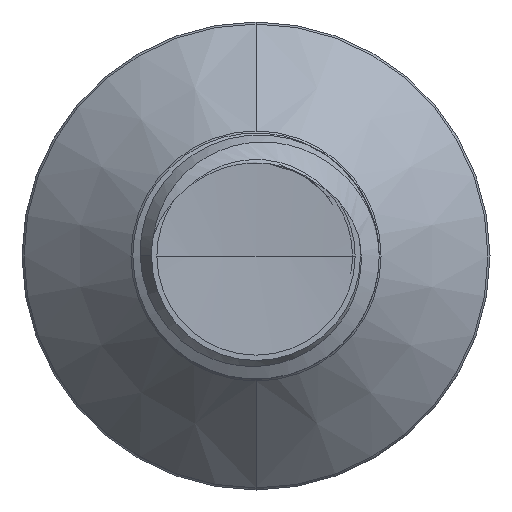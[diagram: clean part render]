
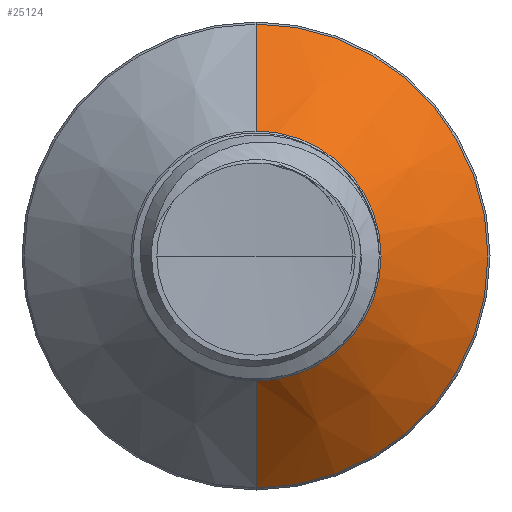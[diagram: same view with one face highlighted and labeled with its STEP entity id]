
A CAD part, front view. The second image highlights one B-rep face of the part: STEP entity #25124.
In plain terms, the highlighted conical face has half-angle 45 degrees and reference radius 1.016 mm.
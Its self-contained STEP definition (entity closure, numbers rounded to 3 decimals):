
#36 = CONICAL_SURFACE ( 'NONE', #27077, 1.016, 0.785 ) ;
#594 = VERTEX_POINT ( 'NONE', #22420 ) ;
#2543 = EDGE_CURVE ( 'NONE', #594, #5916, #24379, .T. ) ;
#4150 = EDGE_CURVE ( 'NONE', #5916, #13639, #9913, .T. ) ;
#4344 = DIRECTION ( 'NONE',  ( 0., 0., 1. ) ) ;
#4377 = DIRECTION ( 'NONE',  ( 0., 1., 0. ) ) ;
#4448 = CARTESIAN_POINT ( 'NONE',  ( 0., 7.914, 0. ) ) ;
#4782 = CARTESIAN_POINT ( 'NONE',  ( 0., 7.914, -1.883 ) ) ;
#4936 = DIRECTION ( 'NONE',  ( 0., 1., 0. ) ) ;
#5453 = VECTOR ( 'NONE', #6393, 1000. ) ;
#5491 = CARTESIAN_POINT ( 'NONE',  ( 0., 7.046, -1.016 ) ) ;
#5916 = VERTEX_POINT ( 'NONE', #26458 ) ;
#6393 = DIRECTION ( 'NONE',  ( 0., 0.707, 0.707 ) ) ;
#6534 = CARTESIAN_POINT ( 'NONE',  ( 0., 7.046, 1.016 ) ) ;
#7195 = FACE_OUTER_BOUND ( 'NONE', #30566, .T. ) ;
#7283 = ORIENTED_EDGE ( 'NONE', *, *, #7350, .T. ) ;
#7350 = EDGE_CURVE ( 'NONE', #13863, #13639, #17323, .T. ) ;
#7599 = DIRECTION ( 'NONE',  ( 0., 1., 0. ) ) ;
#9691 = DIRECTION ( 'NONE',  ( 0., 0.707, -0.707 ) ) ;
#9824 = CARTESIAN_POINT ( 'NONE',  ( 0., 7.046, -1.016 ) ) ;
#9913 = CIRCLE ( 'NONE', #29443, 1.883 ) ;
#10106 = DIRECTION ( 'NONE',  ( 0., 0., 1. ) ) ;
#10532 = EDGE_CURVE ( 'NONE', #594, #13863, #19878, .T. ) ;
#10724 = ORIENTED_EDGE ( 'NONE', *, *, #4150, .F. ) ;
#13639 = VERTEX_POINT ( 'NONE', #4782 ) ;
#13863 = VERTEX_POINT ( 'NONE', #5491 ) ;
#17323 = LINE ( 'NONE', #9824, #29680 ) ;
#17484 = ORIENTED_EDGE ( 'NONE', *, *, #10532, .T. ) ;
#19213 = CARTESIAN_POINT ( 'NONE',  ( 0., 7.046, 0. ) ) ;
#19878 = CIRCLE ( 'NONE', #23356, 1.016 ) ;
#21555 = DIRECTION ( 'NONE',  ( 0., 0., 1. ) ) ;
#22420 = CARTESIAN_POINT ( 'NONE',  ( 0., 7.046, 1.016 ) ) ;
#22677 = ORIENTED_EDGE ( 'NONE', *, *, #2543, .F. ) ;
#23356 = AXIS2_PLACEMENT_3D ( 'NONE', #19213, #4936, #21555 ) ;
#24301 = CARTESIAN_POINT ( 'NONE',  ( 0., 7.046, 0. ) ) ;
#24379 = LINE ( 'NONE', #6534, #5453 ) ;
#25124 = ADVANCED_FACE ( 'NONE', ( #7195 ), #36, .T. ) ;
#26458 = CARTESIAN_POINT ( 'NONE',  ( 0., 7.914, 1.883 ) ) ;
#27077 = AXIS2_PLACEMENT_3D ( 'NONE', #24301, #7599, #10106 ) ;
#29443 = AXIS2_PLACEMENT_3D ( 'NONE', #4448, #4377, #4344 ) ;
#29680 = VECTOR ( 'NONE', #9691, 1000. ) ;
#30566 = EDGE_LOOP ( 'NONE', ( #17484, #7283, #10724, #22677 ) ) ;
